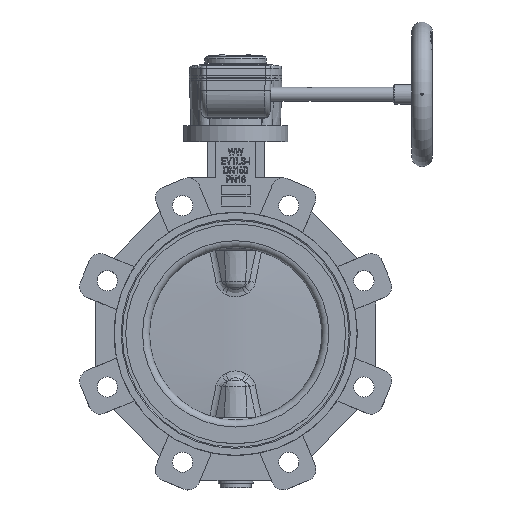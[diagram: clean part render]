
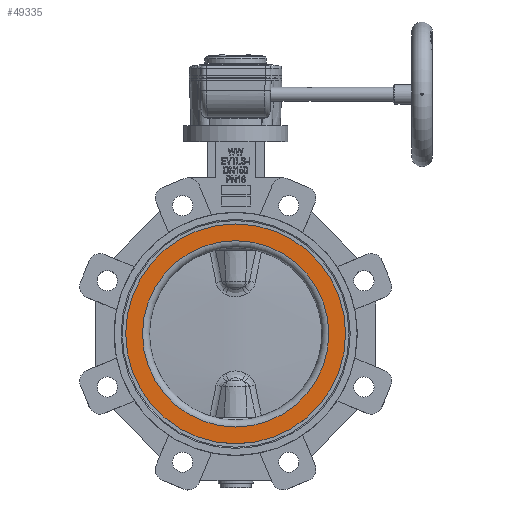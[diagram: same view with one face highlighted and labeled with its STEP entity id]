
A CAD part, top view. The second image highlights one B-rep face of the part: STEP entity #49335.
In plain terms, the highlighted planar face has unit normal (0, 0, 1).
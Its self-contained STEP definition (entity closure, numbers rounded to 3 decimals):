
#1949=PLANE('',#54116);
#2386=FACE_BOUND('',#16708,.T.);
#4297=CIRCLE('',#54037,80.5);
#4298=CIRCLE('',#54039,95.);
#13792=FACE_OUTER_BOUND('',#16707,.T.);
#16707=EDGE_LOOP('',(#42645));
#16708=EDGE_LOOP('',(#42646));
#22470=VERTEX_POINT('',#175011);
#22471=VERTEX_POINT('',#175015);
#29189=EDGE_CURVE('',#22470,#22470,#4297,.T.);
#29190=EDGE_CURVE('',#22471,#22471,#4298,.T.);
#42645=ORIENTED_EDGE('',*,*,#29190,.T.);
#42646=ORIENTED_EDGE('',*,*,#29189,.F.);
#49335=ADVANCED_FACE('',(#13792,#2386),#1949,.F.);
#54037=AXIS2_PLACEMENT_3D('',#175013,#65463,#65464);
#54039=AXIS2_PLACEMENT_3D('',#175016,#65467,#65468);
#54116=AXIS2_PLACEMENT_3D('',#176500,#65864,#65865);
#65463=DIRECTION('center_axis',(0.,0.,1.));
#65464=DIRECTION('ref_axis',(1.,0.,0.));
#65467=DIRECTION('center_axis',(0.,0.,1.));
#65468=DIRECTION('ref_axis',(1.,0.,0.));
#65864=DIRECTION('center_axis',(0.,0.,-1.));
#65865=DIRECTION('ref_axis',(-1.,0.,0.));
#175011=CARTESIAN_POINT('',(-80.5,0.,29.));
#175013=CARTESIAN_POINT('Origin',(0.,0.,29.));
#175015=CARTESIAN_POINT('',(-95.,0.,29.));
#175016=CARTESIAN_POINT('Origin',(0.,0.,29.));
#176500=CARTESIAN_POINT('Origin',(0.,80.5,29.));
